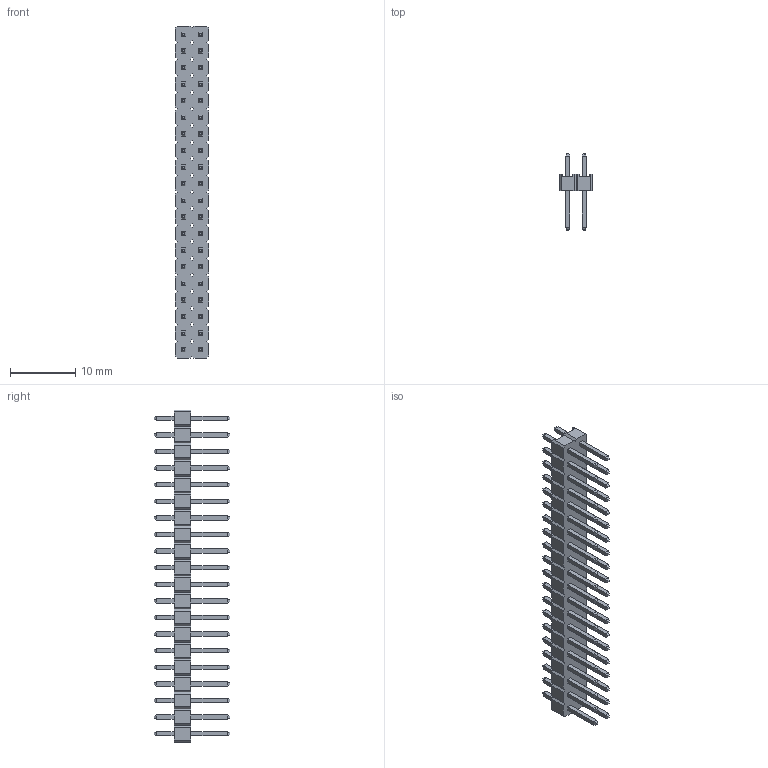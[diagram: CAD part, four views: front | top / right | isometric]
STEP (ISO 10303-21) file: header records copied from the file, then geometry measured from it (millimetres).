
FILE_DESCRIPTION(/* description */ (''),/* implementation_level */ '2;1');
FILE_NAME(/* name */ 'Untitled.stp',/* time_stamp */ '2016-10-05T23:32:18-04:00',/* author */ (''),/* organization */ (''),/* preprocessor_version */ 'ST-DEVELOPER v16.5',/* originating_system */ 'Autodesk Translation Framework v5.1.0.3141',/* authorisation */ '');
FILE_SCHEMA (('AUTOMOTIVE_DESIGN { 1 0 10303 214 3 1 1 }'));
Length unit declared in the file: centimetre
Products named in the file (1): raspberry_pi_zero(bar_180_2x20)_2*20
Bounding box: 5.08 x 11.6 x 50.8 mm (x, y, z)
Volume: 714.6 mm3; surface area: 1925.6 mm2
Topology: 1 solids, 1 shells, 936 faces, 2239 edges, 1386 vertices
Faces by surface type: plane 935, cylinder 1
Full cylindrical faces by diameter (mm): 0.079 x1
Entity records: 27155 total; most frequent: CARTESIAN_POINT 4561, ORIENTED_EDGE 4476, DIRECTION 4114, EDGE_CURVE 2238, LINE 2236, VECTOR 2236, VERTEX_POINT 1386, EDGE_LOOP 1056
